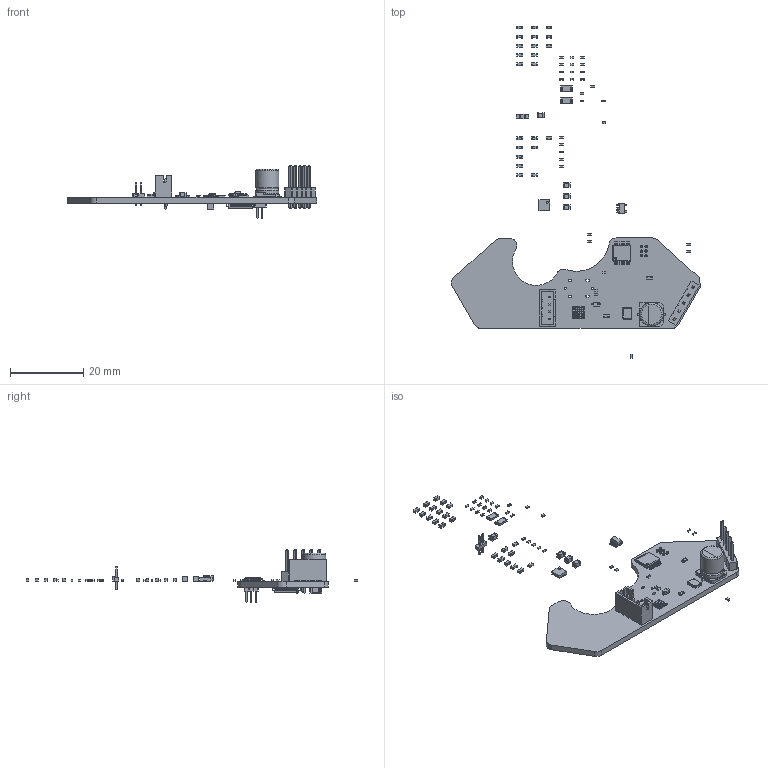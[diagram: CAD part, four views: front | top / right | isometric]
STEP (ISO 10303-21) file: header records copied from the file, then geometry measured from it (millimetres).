
FILE_DESCRIPTION(('KiCad electronic assembly'),'2;1');
FILE_NAME('VORTAC_REV1.step','2025-05-01T18:22:33',('Pcbnew'),('Kicad'), 'Open CASCADE STEP processor 7.7','KiCad to STEP converter','Unknown' );
FILE_SCHEMA(('AUTOMOTIVE_DESIGN { 1 0 10303 214 1 1 1 1 }'));
Length unit declared in the file: millimetre
Products named in the file (42): VORTAC_REV1 1; C_0805_2012Metric; C_0603_1608Metric; C_0402_1005Metric; R_0402_1005Metric; CP_Elec_6.3x7.7; CP_Elec_63x77; L_0805_2012Metric; R_1206_3216Metric; R_0603_1608Metric; SOT-23-5; SOT_23_5; D_SOD-323; D_SOD_323; VSON-10-1EP_3x3mm_P0.5mm_EP1.65x2.4mm; VSON_10_1EP_3x3mm_Pitch05mm_ThermalPad; PinHeader_2x01_P1.27mm_Vertical; PinHeader_2x01_P127mm_Vertical; TSSOP-14_4.4x5mm_P0.65mm; TSSOP_14_44x5mm_P065mm; LED_0402_1005Metric; JST_PH_B4B-PH-K_1x04_P2.00mm_Vertical; JST_B4B_PH_K; PinHeader_1x05_P2.54mm_Vertical; PinHeader_1x05_P254mm_Vertical; Crystal_SMD_3225-4Pin_3.2x2.5mm; LQFP-48_7x7mm_P0.5mm; LQFP_48_7x7mm_P05mm; PinHeader_2x03_P1.27mm_Vertical; PinHeader_2x03_P127mm_Vertical; C_1206_3216Metric; _autosave-VORTAC_REV1_PCB
Assembly tree (96 placements, depth 3):
  VORTAC_REV1 1
    C_0805_2012Metric  x3
      C_0805_2012Metric
    C_0603_1608Metric  x20
      C_0603_1608Metric
    C_0402_1005Metric  x13
      C_0402_1005Metric
    R_0402_1005Metric  x19
      R_0402_1005Metric
    CP_Elec_6.3x7.7
      CP_Elec_63x77
    L_0805_2012Metric
      L_0805_2012Metric
    R_1206_3216Metric  x2
      R_1206_3216Metric
    R_0603_1608Metric  x4
      R_0603_1608Metric
    SOT-23-5
      SOT_23_5
    D_SOD-323
      D_SOD_323
    VSON-10-1EP_3x3mm_P0.5mm_EP1.65x2.4mm
      VSON_10_1EP_3x3mm_Pitch05mm_ThermalPad
    PinHeader_2x01_P1.27mm_Vertical
      PinHeader_2x01_P127mm_Vertical
    TSSOP-14_4.4x5mm_P0.65mm
      TSSOP_14_44x5mm_P065mm
    LED_0402_1005Metric
      LED_0402_1005Metric
    JST_PH_B4B-PH-K_1x04_P2.00mm_Vertical
      JST_B4B_PH_K
    PinHeader_1x05_P2.54mm_Vertical
      PinHeader_1x05_P254mm_Vertical
    Crystal_SMD_3225-4Pin_3.2x2.5mm
      Crystal_SMD_3225-4Pin_3.2x2.5mm
    LQFP-48_7x7mm_P0.5mm
      LQFP_48_7x7mm_P05mm
    PinHeader_2x03_P1.27mm_Vertical
      PinHeader_2x03_P127mm_Vertical
    C_1206_3216Metric
      C_1206_3216Metric
    _autosave-VORTAC_REV1_PCB
Bounding box: 68.18 x 90.83 x 14.24 mm (x, y, z)
Volume: 2568.9 mm3; surface area: 4521.9 mm2
Topology: 76 solids, 76 shells, 3654 faces, 9524 edges, 6139 vertices
Faces by surface type: plane 2426, cylinder 1048, bspline 175, torus 4, revolution 1
Full cylindrical faces by diameter (mm): 0.3 x36, 0.5 x2, 0.6 x3, 0.65 x6, 0.75 x4, 1 x5, 6.3 x2
Entity records: 83956 total; most frequent: CARTESIAN_POINT 15246, ORIENTED_EDGE 11304, DIRECTION 10613, EDGE_CURVE 5652, LINE 4532, VECTOR 4532, VERTEX_POINT 3587, AXIS2_PLACEMENT_3D 3040
